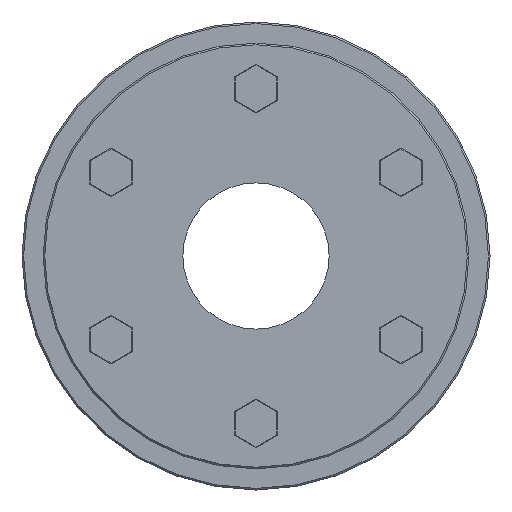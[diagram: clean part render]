
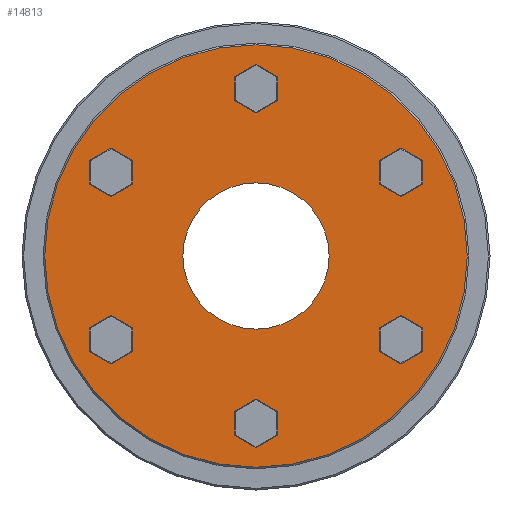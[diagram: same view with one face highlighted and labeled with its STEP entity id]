
A CAD part, left-side view. The second image highlights one B-rep face of the part: STEP entity #14813.
In plain terms, the highlighted planar face has unit normal (-1, 0, 0).
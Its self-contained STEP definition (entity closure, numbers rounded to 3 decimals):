
#164 = VERTEX_POINT ( 'NONE', #5581 ) ;
#165 = VERTEX_POINT ( 'NONE', #5582 ) ;
#186 = VERTEX_POINT ( 'NONE', #5603 ) ;
#187 = VERTEX_POINT ( 'NONE', #5604 ) ;
#844 = EDGE_CURVE ( 'NONE', #187, #186, #6277, .T. ) ;
#1251 = EDGE_LOOP ( 'NONE', ( #13856, #13857 ) ) ;
#1265 = EDGE_LOOP ( 'NONE', ( #13858, #13859 ) ) ;
#1410 = EDGE_CURVE ( 'NONE', #164, #165, #6313, .T. ) ;
#1415 = EDGE_CURVE ( 'NONE', #165, #164, #6319, .T. ) ;
#1422 = EDGE_CURVE ( 'NONE', #186, #187, #6325, .T. ) ;
#4549 = AXIS2_PLACEMENT_3D ( 'NONE', #6860, #6861, #6862 ) ;
#4557 = AXIS2_PLACEMENT_3D ( 'NONE', #7117, #7120, #7121 ) ;
#4561 = AXIS2_PLACEMENT_3D ( 'NONE', #7128, #7130, #7131 ) ;
#4563 = AXIS2_PLACEMENT_3D ( 'NONE', #7149, #7151, #7152 ) ;
#5581 = CARTESIAN_POINT ( 'NONE',  ( -79.7, 22.5, 0. ) ) ;
#5582 = CARTESIAN_POINT ( 'NONE',  ( -79.7, -22.5, 0. ) ) ;
#5603 = CARTESIAN_POINT ( 'NONE',  ( -79.7, 65.002, 0. ) ) ;
#5604 = CARTESIAN_POINT ( 'NONE',  ( -79.7, -65.002, 0. ) ) ;
#6277 = CIRCLE ( 'NONE', #4549, 65.002 ) ;
#6313 = CIRCLE ( 'NONE', #4557, 22.5 ) ;
#6319 = CIRCLE ( 'NONE', #4561, 22.5 ) ;
#6325 = CIRCLE ( 'NONE', #4563, 65.002 ) ;
#6860 = CARTESIAN_POINT ( 'NONE',  ( -79.7, 0., 0. ) ) ;
#6861 = DIRECTION ( 'NONE',  ( -1., 0., 0. ) ) ;
#6862 = DIRECTION ( 'NONE',  ( 0., -1., 0. ) ) ;
#7117 = CARTESIAN_POINT ( 'NONE',  ( -79.7, 0., 0. ) ) ;
#7120 = DIRECTION ( 'NONE',  ( 1., 0., 0. ) ) ;
#7121 = DIRECTION ( 'NONE',  ( 0., 1., 0. ) ) ;
#7128 = CARTESIAN_POINT ( 'NONE',  ( -79.7, 0., 0. ) ) ;
#7130 = DIRECTION ( 'NONE',  ( 1., 0., 0. ) ) ;
#7131 = DIRECTION ( 'NONE',  ( 0., 1., 0. ) ) ;
#7149 = CARTESIAN_POINT ( 'NONE',  ( -79.7, 0., 0. ) ) ;
#7151 = DIRECTION ( 'NONE',  ( -1., 0., 0. ) ) ;
#7152 = DIRECTION ( 'NONE',  ( 0., -1., 0. ) ) ;
#13099 = AXIS2_PLACEMENT_3D ( 'NONE', #14378, #14381, #14382 ) ;
#13856 = ORIENTED_EDGE ( 'NONE', *, *, #1422, .T. ) ;
#13857 = ORIENTED_EDGE ( 'NONE', *, *, #844, .T. ) ;
#13858 = ORIENTED_EDGE ( 'NONE', *, *, #1410, .T. ) ;
#13859 = ORIENTED_EDGE ( 'NONE', *, *, #1415, .T. ) ;
#14221 = FACE_OUTER_BOUND ( 'NONE', #1251, .T. ) ;
#14224 = FACE_BOUND ( 'NONE', #1265, .T. ) ;
#14378 = CARTESIAN_POINT ( 'NONE',  ( -79.7, 22.5, 0. ) ) ;
#14379 = PLANE ( 'NONE',  #13099 ) ;
#14381 = DIRECTION ( 'NONE',  ( -1., 0., 0. ) ) ;
#14382 = DIRECTION ( 'NONE',  ( 0., -1., 0. ) ) ;
#14813 = ADVANCED_FACE ( 'NONE', ( #14221, #14224 ), #14379, .T. ) ;
